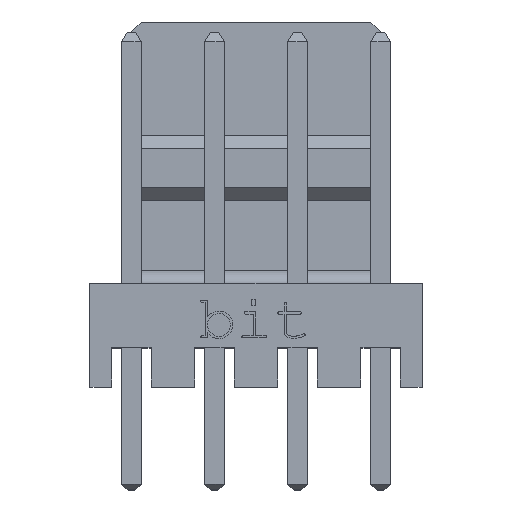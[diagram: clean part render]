
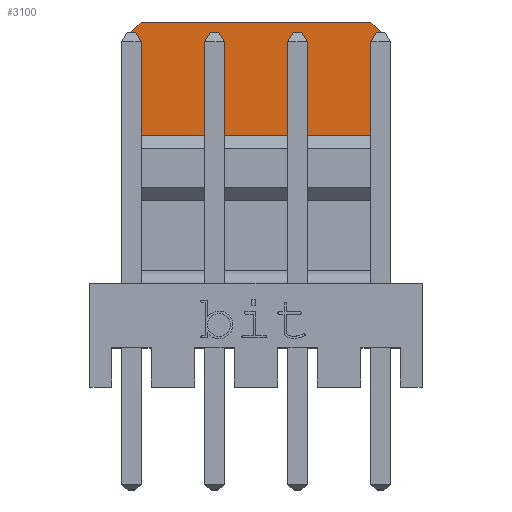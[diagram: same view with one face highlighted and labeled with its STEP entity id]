
A CAD part, top view. The second image highlights one B-rep face of the part: STEP entity #3100.
In plain terms, the highlighted planar face has unit normal (0, 0, 1).
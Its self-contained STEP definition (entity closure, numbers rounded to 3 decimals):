
#145 = VECTOR ( 'NONE', #1476, 1000. ) ;
#298 = CARTESIAN_POINT ( 'NONE',  ( -3.81, 7.71, -1.9 ) ) ;
#337 = VECTOR ( 'NONE', #3557, 1000. ) ;
#430 = DIRECTION ( 'NONE',  ( -1., 0., 0. ) ) ;
#612 = VECTOR ( 'NONE', #1392, 1000. ) ;
#726 = CARTESIAN_POINT ( 'NONE',  ( -3.51, 11.17, -1.9 ) ) ;
#834 = CARTESIAN_POINT ( 'NONE',  ( -3.81, 7.71, -1.9 ) ) ;
#842 = VECTOR ( 'NONE', #4788, 1000. ) ;
#928 = VECTOR ( 'NONE', #430, 1000. ) ;
#1077 = VERTEX_POINT ( 'NONE', #3623 ) ;
#1249 = LINE ( 'NONE', #834, #928 ) ;
#1255 = ORIENTED_EDGE ( 'NONE', *, *, #3546, .F. ) ;
#1392 = DIRECTION ( 'NONE',  ( 1., 0., 0. ) ) ;
#1397 = EDGE_CURVE ( 'NONE', #3301, #3337, #1249, .T. ) ;
#1476 = DIRECTION ( 'NONE',  ( -0.707, 0.707, 0. ) ) ;
#1572 = LINE ( 'NONE', #5135, #337 ) ;
#1792 = DIRECTION ( 'NONE',  ( 0., 0., -1. ) ) ;
#1862 = ORIENTED_EDGE ( 'NONE', *, *, #3420, .T. ) ;
#1914 = LINE ( 'NONE', #3731, #842 ) ;
#2011 = LINE ( 'NONE', #3457, #145 ) ;
#2217 = DIRECTION ( 'NONE',  ( 0., -1., 0. ) ) ;
#2235 = ORIENTED_EDGE ( 'NONE', *, *, #1397, .F. ) ;
#2324 = CARTESIAN_POINT ( 'NONE',  ( 3.81, 11.17, -1.9 ) ) ;
#2378 = FACE_OUTER_BOUND ( 'NONE', #3759, .T. ) ;
#2534 = CARTESIAN_POINT ( 'NONE',  ( 3.81, 7.71, -1.9 ) ) ;
#2572 = CARTESIAN_POINT ( 'NONE',  ( 3.81, 11.17, -1.9 ) ) ;
#2598 = DIRECTION ( 'NONE',  ( -1., 0., 0. ) ) ;
#2627 = ORIENTED_EDGE ( 'NONE', *, *, #4672, .F. ) ;
#2750 = LINE ( 'NONE', #3275, #4221 ) ;
#2814 = AXIS2_PLACEMENT_3D ( 'NONE', #2324, #1792, #2598 ) ;
#2862 = VERTEX_POINT ( 'NONE', #3821 ) ;
#3100 = ADVANCED_FACE ( 'NONE', ( #2378 ), #3134, .F. ) ;
#3134 = PLANE ( 'NONE',  #2814 ) ;
#3189 = ORIENTED_EDGE ( 'NONE', *, *, #5040, .T. ) ;
#3275 = CARTESIAN_POINT ( 'NONE',  ( -3.81, 11.17, -1.9 ) ) ;
#3301 = VERTEX_POINT ( 'NONE', #2534 ) ;
#3312 = EDGE_CURVE ( 'NONE', #4886, #1077, #2011, .T. ) ;
#3337 = VERTEX_POINT ( 'NONE', #298 ) ;
#3420 = EDGE_CURVE ( 'NONE', #3471, #2862, #1914, .T. ) ;
#3457 = CARTESIAN_POINT ( 'NONE',  ( 3.51, 11.17, -1.9 ) ) ;
#3471 = VERTEX_POINT ( 'NONE', #726 ) ;
#3546 = EDGE_CURVE ( 'NONE', #3471, #1077, #4691, .T. ) ;
#3557 = DIRECTION ( 'NONE',  ( 0., -1., 0. ) ) ;
#3623 = CARTESIAN_POINT ( 'NONE',  ( 3.51, 11.17, -1.9 ) ) ;
#3731 = CARTESIAN_POINT ( 'NONE',  ( -3.51, 11.17, -1.9 ) ) ;
#3759 = EDGE_LOOP ( 'NONE', ( #2235, #2627, #4898, #1255, #1862, #3189 ) ) ;
#3821 = CARTESIAN_POINT ( 'NONE',  ( -3.81, 10.87, -1.9 ) ) ;
#4196 = CARTESIAN_POINT ( 'NONE',  ( 3.81, 10.87, -1.9 ) ) ;
#4221 = VECTOR ( 'NONE', #2217, 1000. ) ;
#4672 = EDGE_CURVE ( 'NONE', #4886, #3301, #1572, .T. ) ;
#4691 = LINE ( 'NONE', #2572, #612 ) ;
#4788 = DIRECTION ( 'NONE',  ( -0.707, -0.707, 0. ) ) ;
#4886 = VERTEX_POINT ( 'NONE', #4196 ) ;
#4898 = ORIENTED_EDGE ( 'NONE', *, *, #3312, .T. ) ;
#5040 = EDGE_CURVE ( 'NONE', #2862, #3337, #2750, .T. ) ;
#5135 = CARTESIAN_POINT ( 'NONE',  ( 3.81, 11.17, -1.9 ) ) ;
